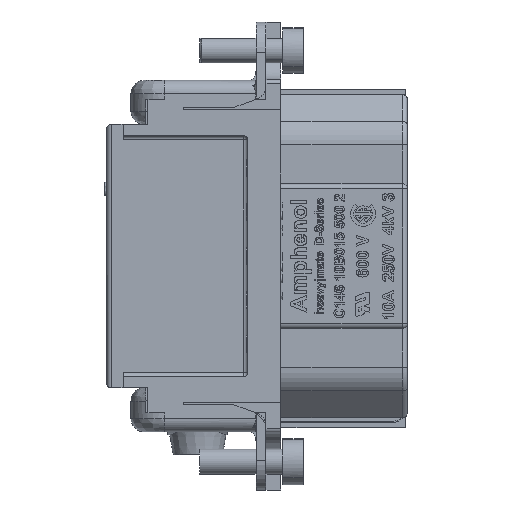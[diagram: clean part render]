
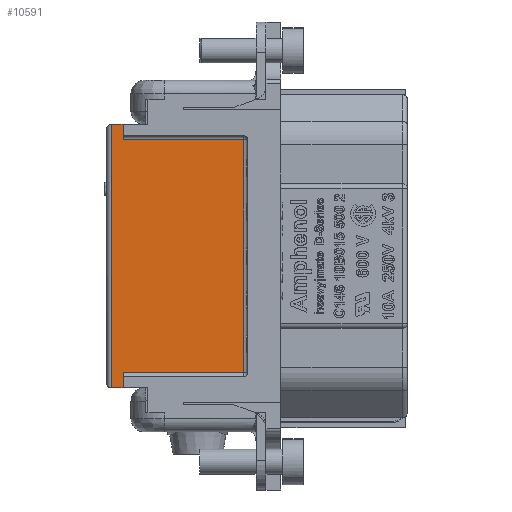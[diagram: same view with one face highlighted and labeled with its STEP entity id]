
A CAD part, left-side view. The second image highlights one B-rep face of the part: STEP entity #10591.
In plain terms, the highlighted planar face has unit normal (-1, 0, 0).
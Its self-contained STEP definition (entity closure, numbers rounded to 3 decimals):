
#10591=ADVANCED_FACE('',(#13548),#12089,.F.);
#12089=PLANE('',#40600);
#13548=FACE_OUTER_BOUND('',#15271,.T.);
#15271=EDGE_LOOP('',(#23110,#23111,#23112,#23113,#23114,#23115,#23116,#23117));
#23110=ORIENTED_EDGE('',*,*,#32617,.F.);
#23111=ORIENTED_EDGE('',*,*,#32618,.F.);
#23112=ORIENTED_EDGE('',*,*,#32441,.F.);
#23113=ORIENTED_EDGE('',*,*,#32445,.F.);
#23114=ORIENTED_EDGE('',*,*,#32549,.F.);
#23115=ORIENTED_EDGE('',*,*,#32619,.F.);
#23116=ORIENTED_EDGE('',*,*,#32620,.F.);
#23117=ORIENTED_EDGE('',*,*,#32621,.F.);
#28761=VERTEX_POINT('',#61335);
#28764=VERTEX_POINT('',#61340);
#28766=VERTEX_POINT('',#61348);
#28819=VERTEX_POINT('',#61579);
#28865=VERTEX_POINT('',#61801);
#28866=VERTEX_POINT('',#61802);
#28867=VERTEX_POINT('',#61805);
#28868=VERTEX_POINT('',#61807);
#32441=EDGE_CURVE('',#28764,#28761,#35585,.T.);
#32445=EDGE_CURVE('',#28766,#28764,#35586,.T.);
#32549=EDGE_CURVE('',#28819,#28766,#35673,.T.);
#32617=EDGE_CURVE('',#28865,#28866,#35725,.T.);
#32618=EDGE_CURVE('',#28761,#28865,#35726,.T.);
#32619=EDGE_CURVE('',#28867,#28819,#35727,.T.);
#32620=EDGE_CURVE('',#28868,#28867,#35728,.T.);
#32621=EDGE_CURVE('',#28866,#28868,#35729,.T.);
#35585=LINE('',#61341,#38236);
#35586=LINE('',#61350,#38237);
#35673=LINE('',#61578,#38324);
#35725=LINE('',#61800,#38376);
#35726=LINE('',#61803,#38377);
#35727=LINE('',#61804,#38378);
#35728=LINE('',#61806,#38379);
#35729=LINE('',#61808,#38380);
#38236=VECTOR('',#45161,1.);
#38237=VECTOR('',#45172,1.);
#38324=VECTOR('',#45383,1.);
#38376=VECTOR('',#45497,1.);
#38377=VECTOR('',#45498,1.);
#38378=VECTOR('',#45499,1.);
#38379=VECTOR('',#45500,1.);
#38380=VECTOR('',#45501,1.);
#40600=AXIS2_PLACEMENT_3D('',#61809,#45502,#45503);
#45161=DIRECTION('',(0.,1.,0.));
#45172=DIRECTION('',(0.,0.,-1.));
#45383=DIRECTION('',(0.,-1.,0.));
#45497=DIRECTION('',(0.,1.,0.));
#45498=DIRECTION('',(0.,0.,-1.));
#45499=DIRECTION('',(0.,0.,-1.));
#45500=DIRECTION('',(0.,-1.,0.));
#45501=DIRECTION('',(0.,0.,1.));
#45502=DIRECTION('',(1.,0.,0.));
#45503=DIRECTION('',(0.,-1.,0.));
#61335=CARTESIAN_POINT('',(-23.795,27.712,5.45));
#61340=CARTESIAN_POINT('',(-23.795,13.212,5.45));
#61341=CARTESIAN_POINT('',(-23.795,13.212,5.45));
#61348=CARTESIAN_POINT('',(-23.795,13.212,33.45));
#61350=CARTESIAN_POINT('',(-23.795,13.212,33.45));
#61578=CARTESIAN_POINT('',(-23.795,27.712,33.45));
#61579=CARTESIAN_POINT('',(-23.795,27.712,33.45));
#61800=CARTESIAN_POINT('',(-23.795,27.112,3.6));
#61801=CARTESIAN_POINT('',(-23.795,27.712,3.6));
#61802=CARTESIAN_POINT('',(-23.795,29.112,3.6));
#61803=CARTESIAN_POINT('',(-23.795,27.712,5.45));
#61804=CARTESIAN_POINT('',(-23.795,27.712,34.7));
#61805=CARTESIAN_POINT('',(-23.795,27.712,35.3));
#61806=CARTESIAN_POINT('',(-23.795,29.112,35.3));
#61807=CARTESIAN_POINT('',(-23.795,29.112,35.3));
#61808=CARTESIAN_POINT('',(-23.795,29.112,3.6));
#61809=CARTESIAN_POINT('',(-23.795,29.912,36.4));
